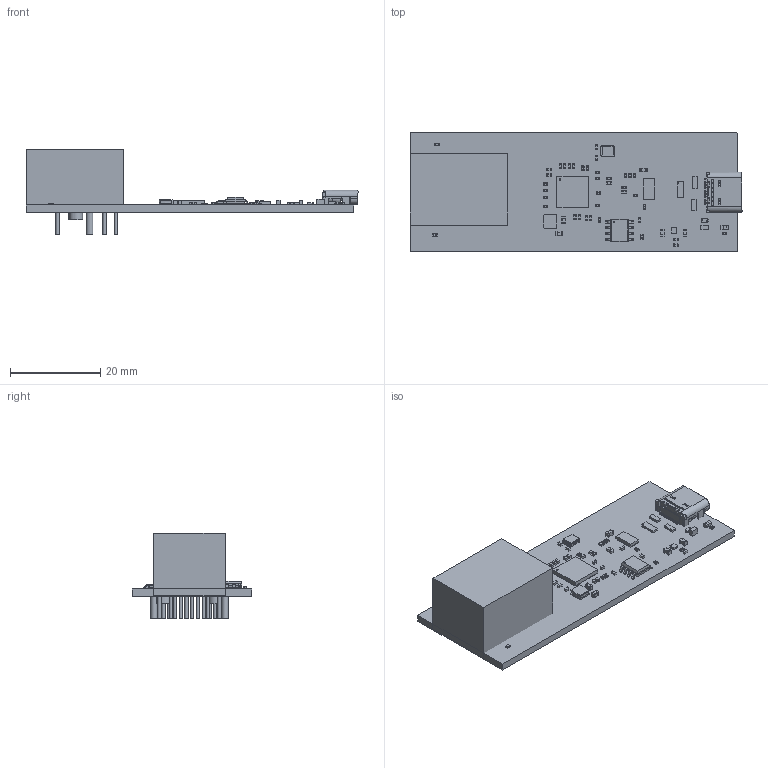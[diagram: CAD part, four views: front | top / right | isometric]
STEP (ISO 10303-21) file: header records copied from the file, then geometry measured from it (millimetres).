
FILE_DESCRIPTION(('Open CASCADE Model'),'2;1');
FILE_NAME('Open CASCADE Shape Model','2022-05-29T22:24:43',('Author'),( 'Open CASCADE'),'Open CASCADE STEP processor 6.8','Open CASCADE 6.8' ,'Unknown');
FILE_SCHEMA(('AUTOMOTIVE_DESIGN { 1 0 10303 214 1 1 1 1 }'));
Length unit declared in the file: millimetre
Products named in the file (127): PCB; Board; C29; CGA2B3X7R1V104K050BB; Y1; ABM8G-25.000MHZ-B4Y-T--3DModel-STEP-400430; U6; SOIC8-N_MC_MCH; U5; DQA0010A; BODY-SON; FRAME-DQA0010A; Open CASCADE STEP translator 6.8 1.5.1.2.1; Open CASCADE STEP translator 6.8 1.5.1.2.2; Open CASCADE STEP translator 6.8 1.5.1.2.3; Open CASCADE STEP translator 6.8 1.5.1.2.4; Open CASCADE STEP translator 6.8 1.5.1.2.5; Open CASCADE STEP translator 6.8 1.5.1.2.6; Open CASCADE STEP translator 6.8 1.5.1.2.7; Open CASCADE STEP translator 6.8 1.5.1.2.8; Open CASCADE STEP translator 6.8 1.5.1.2.9; Open CASCADE STEP translator 6.8 1.5.1.2.10; PIN1-ID; U4; SQFN48_7X7_Y9X_MCH; U3; TDFN6_1P2X1P2_MCH; U2; U1; RNH0030A; BODY-QFN; FRAME-RNH0030A; Open CASCADE STEP translator 6.8 1.9.1.2.1; Open CASCADE STEP translator 6.8 1.9.1.2.2; Open CASCADE STEP translator 6.8 1.9.1.2.3; Open CASCADE STEP translator 6.8 1.9.1.2.4; Open CASCADE STEP translator 6.8 1.9.1.2.5; Open CASCADE STEP translator 6.8 1.9.1.2.6; Open CASCADE STEP translator 6.8 1.9.1.2.7; Open CASCADE STEP translator 6.8 1.9.1.2.8 ...
Assembly tree (168 placements, depth 5):
  PCB
    Board
    C29
      CGA2B3X7R1V104K050BB
    Y1
      ABM8G-25.000MHZ-B4Y-T--3DModel-STEP-400430
    U6
      SOIC8-N_MC_MCH
    U5
      DQA0010A
        BODY-SON
        FRAME-DQA0010A
          Open CASCADE STEP translator 6.8 1.5.1.2.1
          Open CASCADE STEP translator 6.8 1.5.1.2.2
          Open CASCADE STEP translator 6.8 1.5.1.2.3
          Open CASCADE STEP translator 6.8 1.5.1.2.4
          Open CASCADE STEP translator 6.8 1.5.1.2.5
          Open CASCADE STEP translator 6.8 1.5.1.2.6
          Open CASCADE STEP translator 6.8 1.5.1.2.7
          Open CASCADE STEP translator 6.8 1.5.1.2.8
          Open CASCADE STEP translator 6.8 1.5.1.2.9
          Open CASCADE STEP translator 6.8 1.5.1.2.10
        PIN1-ID
    U4
      SQFN48_7X7_Y9X_MCH
    U3
      TDFN6_1P2X1P2_MCH
    U2
      DQA0010A
        BODY-SON
        FRAME-DQA0010A
          Open CASCADE STEP translator 6.8 1.5.1.2.1
          Open CASCADE STEP translator 6.8 1.5.1.2.2
          Open CASCADE STEP translator 6.8 1.5.1.2.3
          Open CASCADE STEP translator 6.8 1.5.1.2.4
          Open CASCADE STEP translator 6.8 1.5.1.2.5
          Open CASCADE STEP translator 6.8 1.5.1.2.6
          Open CASCADE STEP translator 6.8 1.5.1.2.7
          Open CASCADE STEP translator 6.8 1.5.1.2.8
          Open CASCADE STEP translator 6.8 1.5.1.2.9
          Open CASCADE STEP translator 6.8 1.5.1.2.10
        PIN1-ID
    U1
      RNH0030A
        BODY-QFN
        FRAME-RNH0030A
          Open CASCADE STEP translator 6.8 1.9.1.2.1
          Open CASCADE STEP translator 6.8 1.9.1.2.2
          Open CASCADE STEP translator 6.8 1.9.1.2.3
          Open CASCADE STEP translator 6.8 1.9.1.2.4
          Open CASCADE STEP translator 6.8 1.9.1.2.5
          Open CASCADE STEP translator 6.8 1.9.1.2.6
          Open CASCADE STEP translator 6.8 1.9.1.2.7
          Open CASCADE STEP translator 6.8 1.9.1.2.8
          Open CASCADE STEP translator 6.8 1.9.1.2.9
          Open CASCADE STEP translator 6.8 1.9.1.2.10
          Open CASCADE STEP translator 6.8 1.9.1.2.11
          Open CASCADE STEP translator 6.8 1.9.1.2.12
          Open CASCADE STEP translator 6.8 1.9.1.2.13
          Open CASCADE STEP translator 6.8 1.9.1.2.14
Bounding box: 73.45 x 26.5 x 18.95 mm (x, y, z)
Volume: 8180.1 mm3; surface area: 7395.1 mm2
Topology: 377 solids, 377 shells, 4391 faces, 10244 edges, 6382 vertices
Faces by surface type: plane 3133, cylinder 968, sphere 224, cone 26, torus 22, bspline 18
Full cylindrical faces by diameter (mm): 0.06 x1, 0.196 x1, 0.351 x1, 0.7 x10, 0.8 x4, 1.5 x2, 3 x2
Entity records: 80575 total; most frequent: CARTESIAN_POINT 13511, DIRECTION 11725, ORIENTED_EDGE 11496, EDGE_CURVE 5748, LINE 4737, VECTOR 4737, VERTEX_POINT 3734, AXIS2_PLACEMENT_3D 3494
